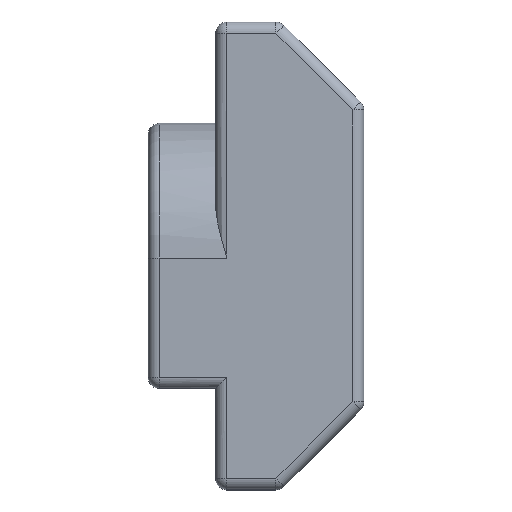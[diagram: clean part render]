
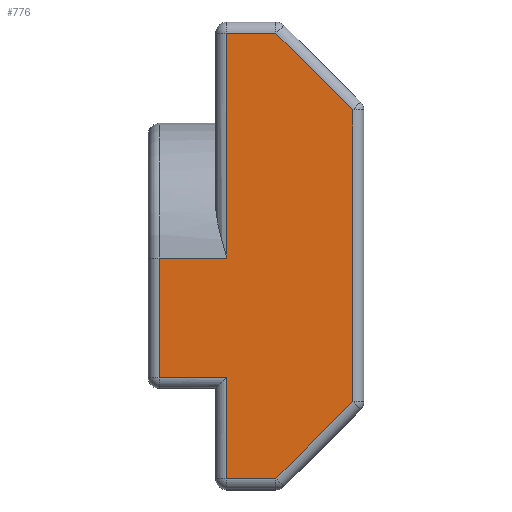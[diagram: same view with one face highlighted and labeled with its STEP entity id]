
A CAD part, top view. The second image highlights one B-rep face of the part: STEP entity #776.
In plain terms, the highlighted planar face has unit normal (0, 0, 1).
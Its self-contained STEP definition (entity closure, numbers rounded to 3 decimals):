
#19=PLANE('',#871);
#64=FACE_OUTER_BOUND('',#120,.T.);
#120=EDGE_LOOP('',(#571,#572,#573,#574,#575,#576,#577,#578,#579,#580));
#212=LINE('',#1225,#270);
#213=LINE('',#1229,#271);
#216=LINE('',#1244,#274);
#218=LINE('',#1254,#276);
#220=LINE('',#1264,#278);
#222=LINE('',#1274,#280);
#224=LINE('',#1284,#282);
#226=LINE('',#1299,#284);
#233=LINE('',#1320,#291);
#235=LINE('',#1325,#293);
#270=VECTOR('',#944,10.);
#271=VECTOR('',#949,10.);
#274=VECTOR('',#966,10.);
#276=VECTOR('',#978,10.);
#278=VECTOR('',#990,10.);
#280=VECTOR('',#1002,10.);
#282=VECTOR('',#1014,10.);
#284=VECTOR('',#1024,10.);
#291=VECTOR('',#1047,10.);
#293=VECTOR('',#1053,10.);
#329=VERTEX_POINT('',#1222);
#330=VERTEX_POINT('',#1224);
#331=VERTEX_POINT('',#1228);
#336=VERTEX_POINT('',#1242);
#339=VERTEX_POINT('',#1252);
#342=VERTEX_POINT('',#1262);
#345=VERTEX_POINT('',#1272);
#348=VERTEX_POINT('',#1282);
#351=VERTEX_POINT('',#1292);
#357=VERTEX_POINT('',#1319);
#389=EDGE_CURVE('',#329,#330,#212,.T.);
#391=EDGE_CURVE('',#330,#331,#213,.T.);
#399=EDGE_CURVE('',#336,#329,#216,.T.);
#404=EDGE_CURVE('',#339,#336,#218,.T.);
#409=EDGE_CURVE('',#342,#339,#220,.T.);
#414=EDGE_CURVE('',#345,#342,#222,.T.);
#419=EDGE_CURVE('',#348,#345,#224,.T.);
#424=EDGE_CURVE('',#351,#348,#226,.T.);
#434=EDGE_CURVE('',#331,#357,#233,.T.);
#437=EDGE_CURVE('',#351,#357,#235,.T.);
#571=ORIENTED_EDGE('',*,*,#391,.F.);
#572=ORIENTED_EDGE('',*,*,#389,.F.);
#573=ORIENTED_EDGE('',*,*,#399,.F.);
#574=ORIENTED_EDGE('',*,*,#404,.F.);
#575=ORIENTED_EDGE('',*,*,#409,.F.);
#576=ORIENTED_EDGE('',*,*,#414,.F.);
#577=ORIENTED_EDGE('',*,*,#419,.F.);
#578=ORIENTED_EDGE('',*,*,#424,.F.);
#579=ORIENTED_EDGE('',*,*,#437,.T.);
#580=ORIENTED_EDGE('',*,*,#434,.F.);
#776=ADVANCED_FACE('',(#64),#19,.T.);
#871=AXIS2_PLACEMENT_3D('',#1324,#1051,#1052);
#944=DIRECTION('',(0.,1.,0.));
#949=DIRECTION('',(-1.,0.,0.));
#966=DIRECTION('',(-1.,0.,0.));
#978=DIRECTION('',(-0.707,-0.707,0.));
#990=DIRECTION('',(0.,-1.,0.));
#1002=DIRECTION('',(0.707,-0.707,0.));
#1014=DIRECTION('',(1.,0.,0.));
#1024=DIRECTION('',(0.,1.,0.));
#1047=DIRECTION('',(0.,1.,0.));
#1051=DIRECTION('center_axis',(0.,0.,1.));
#1052=DIRECTION('ref_axis',(1.,0.,0.));
#1053=DIRECTION('',(-1.,0.,0.));
#1222=CARTESIAN_POINT('',(1.75,-4.95,6.));
#1224=CARTESIAN_POINT('',(1.75,-2.7,6.));
#1225=CARTESIAN_POINT('',(1.75,-1.475,6.));
#1228=CARTESIAN_POINT('',(0.25,-2.7,6.));
#1229=CARTESIAN_POINT('',(1.2,-2.7,6.));
#1242=CARTESIAN_POINT('',(2.843,-4.95,6.));
#1244=CARTESIAN_POINT('',(2.075,-4.95,6.));
#1252=CARTESIAN_POINT('',(4.55,-3.243,6.));
#1254=CARTESIAN_POINT('',(3.97,-3.823,6.));
#1262=CARTESIAN_POINT('',(4.55,3.243,6.));
#1264=CARTESIAN_POINT('',(4.55,-1.621,6.));
#1272=CARTESIAN_POINT('',(2.843,4.95,6.));
#1274=CARTESIAN_POINT('',(4.823,2.97,6.));
#1282=CARTESIAN_POINT('',(1.75,4.95,6.));
#1284=CARTESIAN_POINT('',(2.621,4.95,6.));
#1292=CARTESIAN_POINT('',(1.75,-0.05,6.));
#1299=CARTESIAN_POINT('',(1.75,2.475,6.));
#1319=CARTESIAN_POINT('',(0.25,-0.05,6.));
#1320=CARTESIAN_POINT('',(0.25,1.475,6.));
#1324=CARTESIAN_POINT('Origin',(2.4,0.,
6.));
#1325=CARTESIAN_POINT('',(0.,-0.05,6.));
